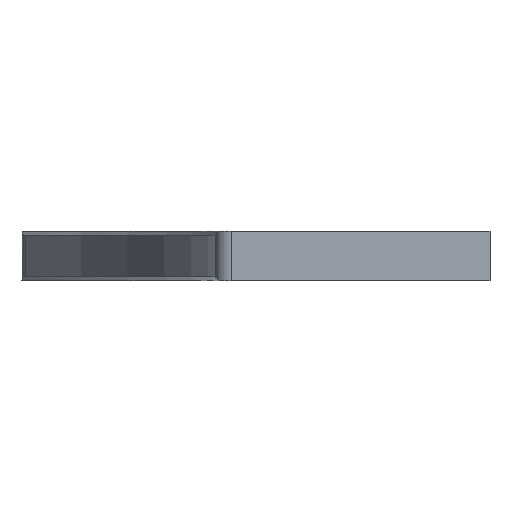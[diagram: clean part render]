
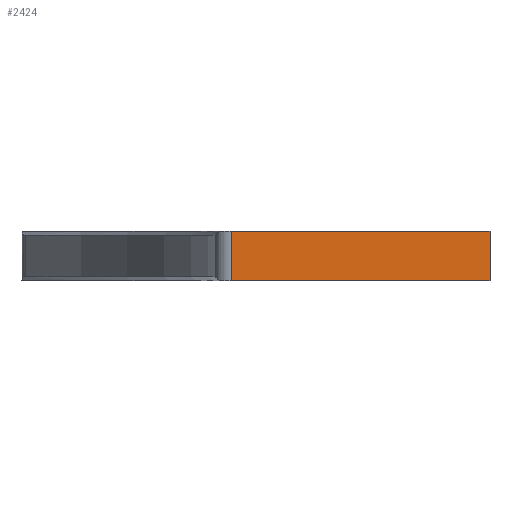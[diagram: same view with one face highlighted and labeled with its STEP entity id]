
A CAD part, front view. The second image highlights one B-rep face of the part: STEP entity #2424.
In plain terms, the highlighted planar face has unit normal (0, -1, 0).
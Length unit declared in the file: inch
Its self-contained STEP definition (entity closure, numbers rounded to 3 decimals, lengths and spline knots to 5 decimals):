
#111 = ORIENTED_EDGE ( 'NONE', *, *, #1295, .T. ) ;
#154 = CARTESIAN_POINT ( 'NONE',  ( 8.58268, 0., 0. ) ) ;
#157 = CARTESIAN_POINT ( 'NONE',  ( 6.49606, 0., -0.3744 ) ) ;
#440 = CARTESIAN_POINT ( 'NONE',  ( 6.49606, 0., 0. ) ) ;
#566 = VERTEX_POINT ( 'NONE', #966 ) ;
#704 = EDGE_CURVE ( 'NONE', #1159, #1635, #1042, .T. ) ;
#769 = DIRECTION ( 'NONE',  ( 0., -1., 0. ) ) ;
#852 = VERTEX_POINT ( 'NONE', #2084 ) ;
#966 = CARTESIAN_POINT ( 'NONE',  ( 6.61988, 0., -0.3744 ) ) ;
#1042 = LINE ( 'NONE', #1973, #1548 ) ;
#1080 = DIRECTION ( 'NONE',  ( 0., 0., -1. ) ) ;
#1159 = VERTEX_POINT ( 'NONE', #3560 ) ;
#1295 = EDGE_CURVE ( 'NONE', #852, #566, #2712, .T. ) ;
#1364 = VECTOR ( 'NONE', #3478, 39.37008 ) ;
#1366 = ORIENTED_EDGE ( 'NONE', *, *, #2815, .T. ) ;
#1548 = VECTOR ( 'NONE', #1991, 39.37008 ) ;
#1549 = EDGE_LOOP ( 'NONE', ( #1865, #111, #1366, #3401 ) ) ;
#1615 = EDGE_CURVE ( 'NONE', #852, #1635, #1924, .T. ) ;
#1629 = DIRECTION ( 'NONE',  ( 1., 0., 0. ) ) ;
#1635 = VERTEX_POINT ( 'NONE', #154 ) ;
#1865 = ORIENTED_EDGE ( 'NONE', *, *, #1615, .F. ) ;
#1924 = LINE ( 'NONE', #440, #3587 ) ;
#1954 = PLANE ( 'NONE',  #3299 ) ;
#1973 = CARTESIAN_POINT ( 'NONE',  ( 8.58268, 0., -0.3744 ) ) ;
#1986 = LINE ( 'NONE', #157, #1364 ) ;
#1991 = DIRECTION ( 'NONE',  ( 0., 0., 1. ) ) ;
#2084 = CARTESIAN_POINT ( 'NONE',  ( 6.61988, 0., 0. ) ) ;
#2243 = CARTESIAN_POINT ( 'NONE',  ( 6.49606, 0., -0.3744 ) ) ;
#2424 = ADVANCED_FACE ( 'NONE', ( #3407 ), #1954, .T. ) ;
#2425 = DIRECTION ( 'NONE',  ( 0., 0., -1. ) ) ;
#2712 = LINE ( 'NONE', #3021, #3642 ) ;
#2815 = EDGE_CURVE ( 'NONE', #566, #1159, #1986, .T. ) ;
#3021 = CARTESIAN_POINT ( 'NONE',  ( 6.61988, 0., -0.3434 ) ) ;
#3299 = AXIS2_PLACEMENT_3D ( 'NONE', #2243, #769, #1080 ) ;
#3401 = ORIENTED_EDGE ( 'NONE', *, *, #704, .T. ) ;
#3407 = FACE_OUTER_BOUND ( 'NONE', #1549, .T. ) ;
#3478 = DIRECTION ( 'NONE',  ( 1., 0., 0. ) ) ;
#3560 = CARTESIAN_POINT ( 'NONE',  ( 8.58268, 0., -0.3744 ) ) ;
#3587 = VECTOR ( 'NONE', #1629, 39.37008 ) ;
#3642 = VECTOR ( 'NONE', #2425, 39.37008 ) ;
